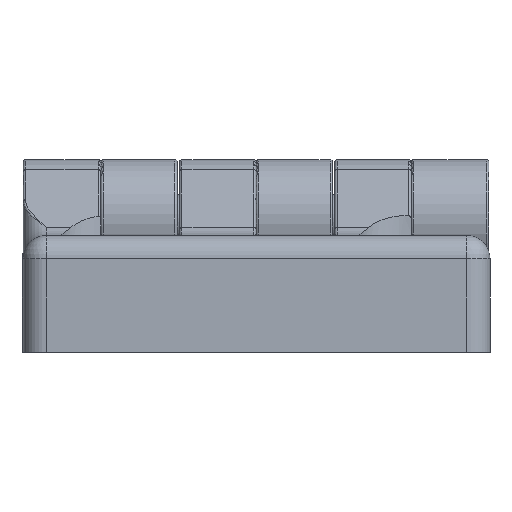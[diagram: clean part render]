
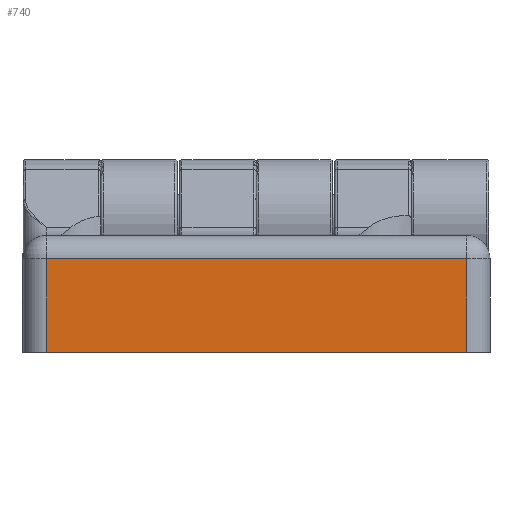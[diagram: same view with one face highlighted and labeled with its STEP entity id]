
A CAD part, left-side view. The second image highlights one B-rep face of the part: STEP entity #740.
In plain terms, the highlighted planar face has unit normal (-1, 0, 0).
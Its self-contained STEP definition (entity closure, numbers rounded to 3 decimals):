
#740 = ADVANCED_FACE( '', ( #1545 ), #1546, .F. );
#1545 = FACE_OUTER_BOUND( '', #3594, .T. );
#1546 = PLANE( '', #3595 );
#3594 = EDGE_LOOP( '', ( #5881, #5882, #5883, #5884 ) );
#3595 = AXIS2_PLACEMENT_3D( '', #5885, #5886, #5887 );
#5881 = ORIENTED_EDGE( '', *, *, #7037, .F. );
#5882 = ORIENTED_EDGE( '', *, *, #7024, .T. );
#5883 = ORIENTED_EDGE( '', *, *, #6664, .T. );
#5884 = ORIENTED_EDGE( '', *, *, #7092, .T. );
#5885 = CARTESIAN_POINT( '', ( -40., 17.9, 10. ) );
#5886 = DIRECTION( '', ( 1., 0., 0. ) );
#5887 = DIRECTION( '', ( 0., 0., 1. ) );
#6664 = EDGE_CURVE( '', #7810, #7811, #7812, .T. );
#7024 = EDGE_CURVE( '', #7624, #7810, #8297, .F. );
#7037 = EDGE_CURVE( '', #7624, #8313, #8314, .T. );
#7092 = EDGE_CURVE( '', #7811, #8313, #8374, .T. );
#7624 = VERTEX_POINT( '', #9380 );
#7810 = VERTEX_POINT( '', #9687 );
#7811 = VERTEX_POINT( '', #9688 );
#7812 = LINE( '', #9689, #9690 );
#8297 = LINE( '', #10716, #10717 );
#8313 = VERTEX_POINT( '', #10759 );
#8314 = LINE( '', #10760, #10761 );
#8374 = LINE( '', #10859, #10860 );
#9380 = CARTESIAN_POINT( '', ( -40., -18.1, 8. ) );
#9687 = CARTESIAN_POINT( '', ( -40., 17.9, 8. ) );
#9688 = CARTESIAN_POINT( '', ( -40., 17.9, 0. ) );
#9689 = CARTESIAN_POINT( '', ( -40., 17.9, 10. ) );
#9690 = VECTOR( '', #11606, 1000. );
#10716 = CARTESIAN_POINT( '', ( -40., 17.9, 8. ) );
#10717 = VECTOR( '', #12060, 1000. );
#10759 = CARTESIAN_POINT( '', ( -40., -18.1, 0. ) );
#10760 = CARTESIAN_POINT( '', ( -40., -18.1, 10. ) );
#10761 = VECTOR( '', #12075, 1000. );
#10859 = CARTESIAN_POINT( '', ( -40., 17.9, 0. ) );
#10860 = VECTOR( '', #12135, 1000. );
#11606 = DIRECTION( '', ( 0., 0., -1. ) );
#12060 = DIRECTION( '', ( 0., -1., 0. ) );
#12075 = DIRECTION( '', ( 0., 0., -1. ) );
#12135 = DIRECTION( '', ( 0., -1., 0. ) );
